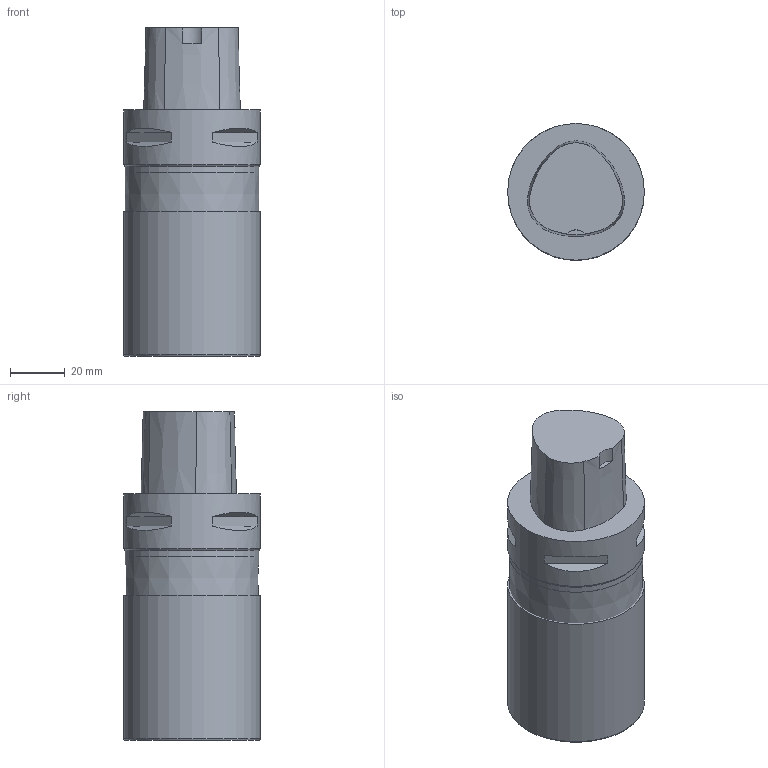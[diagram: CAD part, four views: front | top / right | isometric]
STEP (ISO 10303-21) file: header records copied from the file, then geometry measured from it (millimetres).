
FILE_DESCRIPTION(/* description */ ('3-D model version:1'),/* implementation_level */ '2;1');
FILE_NAME(/* name */ '690-050C5-1053H',/* time_stamp */ '2015-08-31T15:17:16+02:00',/* author */ ('CappDp'),/* organization */ ('AB Sandvik Coromant'),/* preprocessor_version */ 'ST-DEVELOPER v11',/* originating_system */ 'SIEMENS UGS NX 6.0',/* authorisation */ '');
FILE_SCHEMA (('AP203_CONFIGURATION_CONTROLLED_3D_DESIGN_OF_MECHANICAL_PARTS_AND_ASSEMBLIES_MIM_LF'));
Length unit declared in the file: millimetre
Products named in the file (1): 4993_1_3D
Bounding box: 50 x 50 x 120 mm (x, y, z)
Volume: 258837.6 mm3; surface area: 36757.3 mm2
Topology: 2 solids, 2 shells, 58 faces, 121 edges, 80 vertices
Faces by surface type: plane 26, cone 21, torus 6, cylinder 5
Full cylindrical faces by diameter (mm): 30 x1, 49 x1, 50 x2
Entity records: 1444 total; most frequent: DIRECTION 260, CARTESIAN_POINT 217, ORIENTED_EDGE 168, AXIS2_PLACEMENT_3D 119, EDGE_LOOP 98, EDGE_CURVE 84, FACE_BOUND 76, VERTEX_POINT 68
